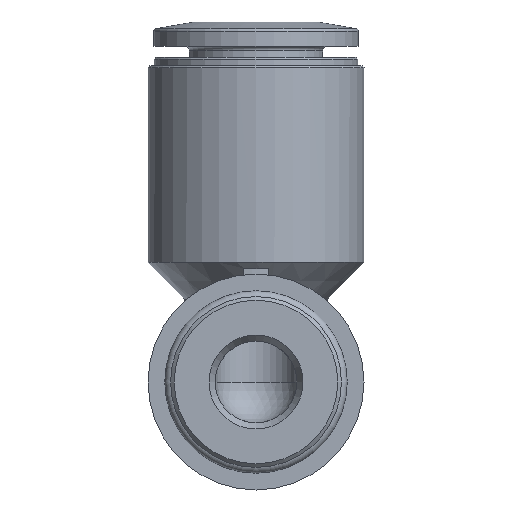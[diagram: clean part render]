
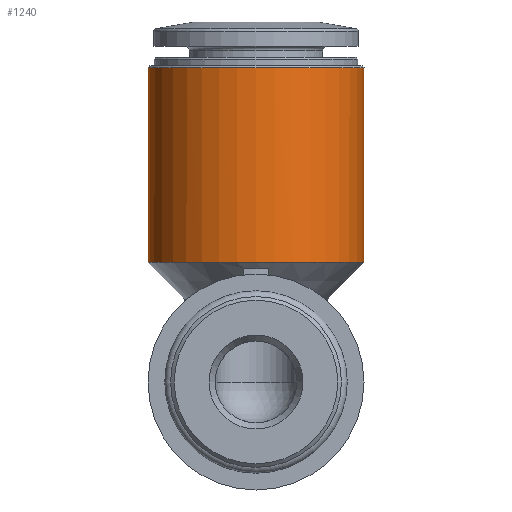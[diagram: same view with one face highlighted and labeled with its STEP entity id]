
A CAD part, front view. The second image highlights one B-rep face of the part: STEP entity #1240.
In plain terms, the highlighted cylindrical face has radius 8.85 mm (diameter 17.7 mm), a full revolution.
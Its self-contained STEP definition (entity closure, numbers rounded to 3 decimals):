
#112=CIRCLE('',#1287,8.85);
#152=CIRCLE('',#1364,8.85);
#281=ORIENTED_EDGE('',*,*,#375,.F.);
#282=ORIENTED_EDGE('',*,*,#419,.T.);
#375=EDGE_CURVE('',#461,#461,#112,.T.);
#419=EDGE_CURVE('',#503,#503,#152,.T.);
#461=VERTEX_POINT('',#1744);
#503=VERTEX_POINT('',#1879);
#602=EDGE_LOOP('',(#281));
#603=EDGE_LOOP('',(#282));
#710=FACE_BOUND('',#602,.T.);
#711=FACE_BOUND('',#603,.T.);
#750=CYLINDRICAL_SURFACE('',#1365,8.85);
#1240=ADVANCED_FACE('',(#710,#711),#750,.T.);
#1287=AXIS2_PLACEMENT_3D('',#1743,#1452,#1453);
#1364=AXIS2_PLACEMENT_3D('',#1878,#1606,#1607);
#1365=AXIS2_PLACEMENT_3D('',#1880,#1608,#1609);
#1452=DIRECTION('',(0.,0.,-1.));
#1453=DIRECTION('',(-1.,0.,0.));
#1606=DIRECTION('',(0.,0.,-1.));
#1607=DIRECTION('',(-1.,0.,0.));
#1608=DIRECTION('',(0.,0.,-1.));
#1609=DIRECTION('',(-1.,0.,0.));
#1743=CARTESIAN_POINT('',(0.,38.3,9.8));
#1744=CARTESIAN_POINT('',(-8.85,38.3,9.8));
#1878=CARTESIAN_POINT('',(0.,38.3,25.759));
#1879=CARTESIAN_POINT('',(-8.85,38.3,25.759));
#1880=CARTESIAN_POINT('',(0.,38.3,-5.85));
